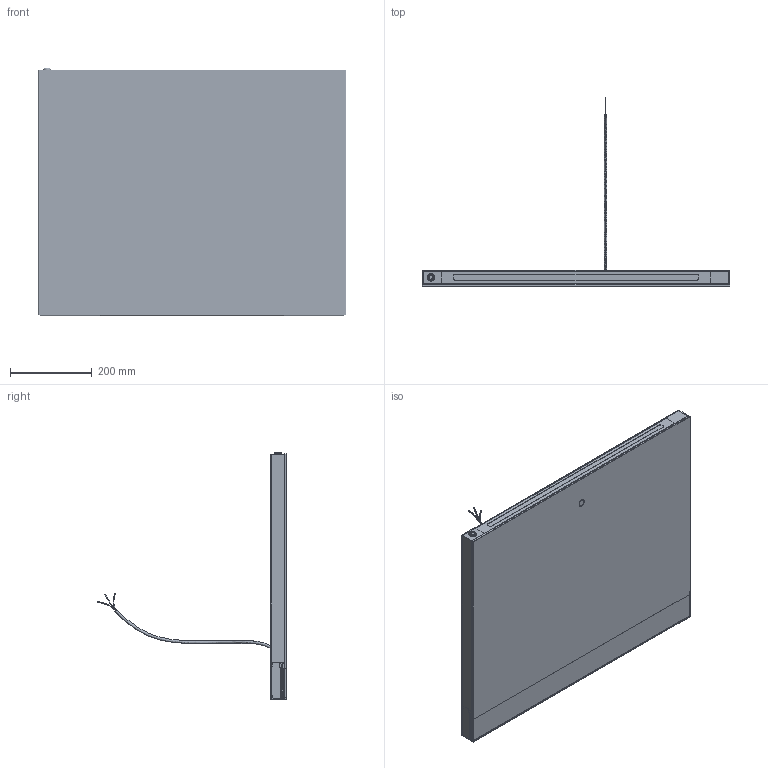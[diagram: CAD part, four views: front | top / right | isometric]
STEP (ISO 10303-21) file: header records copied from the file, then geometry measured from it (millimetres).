
FILE_DESCRIPTION (( 'STEP AP214' ), '1' );
FILE_NAME ('MA075M_v11220.STEP', '2020-12-23T11:30:51', ( '' ), ( '' ), 'SwSTEP 2.0', 'SolidWorks 2019', '' );
FILE_SCHEMA (( 'AUTOMOTIVE_DESIGN' ));
Length unit declared in the file: millimetre
Products named in the file (35): SELF-SLT20W-12V.stp; PG9.stp; YAXIANKOU.stp; ma075m-600x750_asm.stp; MA075M-600X750_ASM.stp; MA075M_v11220; 355X45.stp; 2835-LED-B.stp; KM4X10-.stp; GY_0001.stp; ANTI-FOG-FILM-.stp; AEX-TS_ASM.stp; 050-BOTTOM.stp; KM4X10_2.stp; XIABIANKUANG.stp; P-05.stp; XIANKOU_ASM.stp; DAOGUANGBAN.stp; O-03-A.stp; 224-LED.stp; HZK218C_0001.stp; YAXIANAHIJIA.stp; DIAN_QI_HE_ZHIJIA-.stp; ROCA-R.stp; ZUOYOUBIANKUANG.stp; AED-Z1.stp; R-PS.stp; MIRROR.stp; ZUHANJIAN_ASM.stp; R-D1_ASM.stp; LEDKAIGUAN.stp; PM3X8.stp; GUIJIAOA.stp; DQ-G1.stp; YAXIANKOU1.stp
Assembly tree (54 placements, depth 6):
  MA075M_v11220
    ma075m-600x750_asm.stp
      R-D1_ASM.stp
        ZUHANJIAN_ASM.stp
          XIANKOU_ASM.stp
            YAXIANKOU.stp
            YAXIANKOU1.stp
            PM3X8.stp  x2
          355X45.stp
          YAXIANAHIJIA.stp
        XIABIANKUANG.stp
        DAOGUANGBAN.stp
        DQ-G1.stp
        KM4X10_2.stp  x8
        HZK218C_0001.stp
        224-LED.stp
        SELF-SLT20W-12V.stp  x2
      AEX-TS_ASM.stp
        LEDKAIGUAN.stp
        AED-Z1.stp
      MIRROR.stp
      ZUOYOUBIANKUANG.stp
      ROCA-R.stp
      GUIJIAOA.stp
      050-BOTTOM.stp
      GY_0001.stp
      ANTI-FOG-FILM-.stp
      O-03-A.stp  x4
      PG9.stp
      KM4X10-.stp  x4
      R-PS.stp
      2835-LED-B.stp
      DIAN_QI_HE_ZHIJIA-.stp  x2
      P-05.stp
      KM4X10_2.stp  x4
      MA075M-600X750_ASM.stp
Bounding box: 751.6 x 463.3 x 604.75 mm (x, y, z)
Volume: 3169745.6 mm3; surface area: 2641970.5 mm2
Topology: 44 solids, 60 shells, 8382 faces, 22811 edges, 15086 vertices
Faces by surface type: plane 6783, cylinder 1177, bspline 220, cone 121, torus 69, sphere 12
Entity records: 195327 total; most frequent: CARTESIAN_POINT 50988, ORIENTED_EDGE 29742, DIRECTION 26133, EDGE_CURVE 14887, VECTOR 13179, LINE 13179, VERTEX_POINT 9854, AXIS2_PLACEMENT_3D 6477
